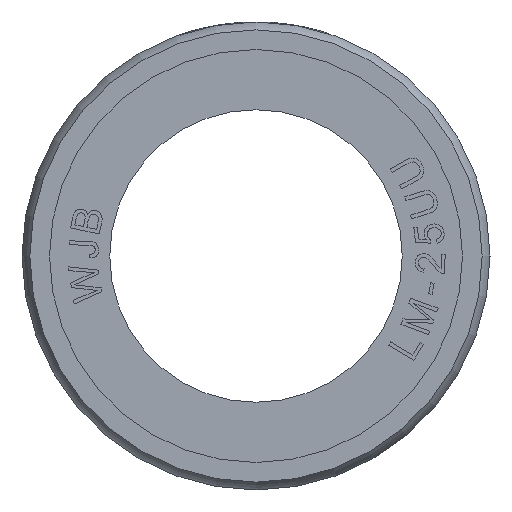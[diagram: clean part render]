
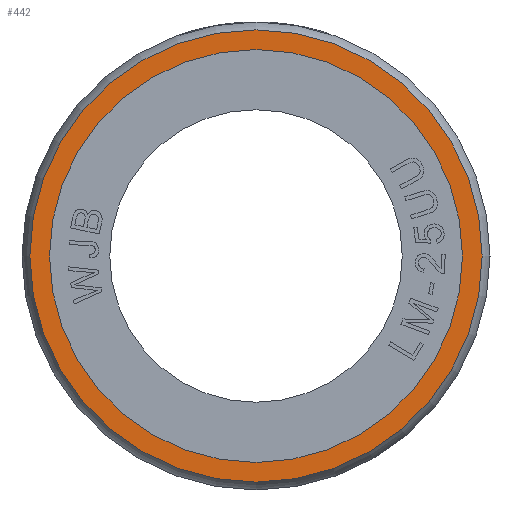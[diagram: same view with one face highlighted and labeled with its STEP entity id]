
A CAD part, left-side view. The second image highlights one B-rep face of the part: STEP entity #442.
In plain terms, the highlighted planar face has unit normal (-1, 0, 0).
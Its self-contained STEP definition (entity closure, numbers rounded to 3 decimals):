
#442=ADVANCED_FACE('',(#1010,#1011),#727,.T.);
#727=PLANE('',#5324);
#934=CIRCLE('',#5321,19.327);
#935=CIRCLE('',#5323,17.65);
#1010=FACE_BOUND('',#1085,.T.);
#1011=FACE_BOUND('',#1086,.T.);
#1085=EDGE_LOOP('',(#2481));
#1086=EDGE_LOOP('',(#2482));
#2481=ORIENTED_EDGE('',*,*,#4421,.T.);
#2482=ORIENTED_EDGE('',*,*,#4422,.F.);
#3929=VERTEX_POINT('',#7912);
#3930=VERTEX_POINT('',#7915);
#4421=EDGE_CURVE('',#3929,#3929,#934,.T.);
#4422=EDGE_CURVE('',#3930,#3930,#935,.T.);
#5321=AXIS2_PLACEMENT_3D('',#7911,#5772,#5773);
#5323=AXIS2_PLACEMENT_3D('',#7914,#5776,#5777);
#5324=AXIS2_PLACEMENT_3D('',#7916,#5778,#5779);
#5772=DIRECTION('',(-1.,0.,0.));
#5773=DIRECTION('',(0.,0.,1.));
#5776=DIRECTION('',(-1.,0.,0.));
#5777=DIRECTION('',(0.,0.,1.));
#5778=DIRECTION('',(-1.,0.,0.));
#5779=DIRECTION('',(0.,0.,1.));
#7911=CARTESIAN_POINT('',(0.,0.,0.));
#7912=CARTESIAN_POINT('',(0.,0.,19.327));
#7914=CARTESIAN_POINT('',(0.,0.,0.));
#7915=CARTESIAN_POINT('',(0.,0.,17.65));
#7916=CARTESIAN_POINT('',(0.,0.,18.489));
